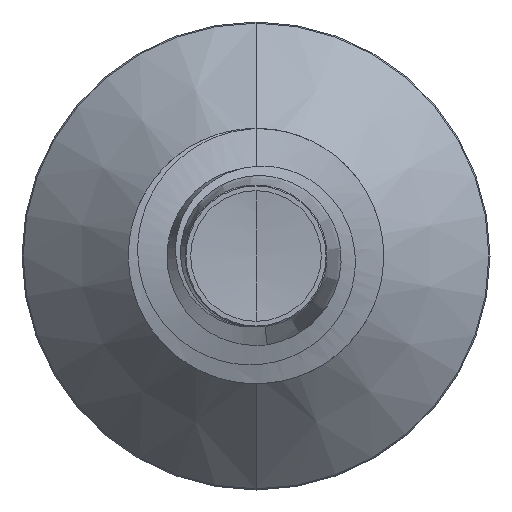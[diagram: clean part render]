
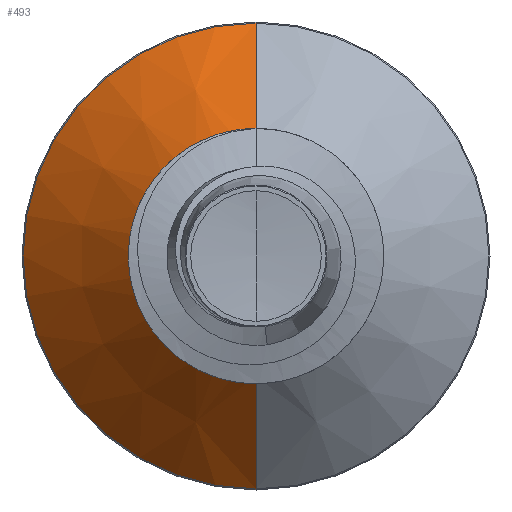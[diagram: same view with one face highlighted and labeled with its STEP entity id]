
A CAD part, front view. The second image highlights one B-rep face of the part: STEP entity #493.
In plain terms, the highlighted conical face has half-angle 45 degrees and reference radius 1.414 mm.
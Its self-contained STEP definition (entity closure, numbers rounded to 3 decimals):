
#447 = CARTESIAN_POINT ( 'NONE',  ( 0., 3.114, -1.414 ) ) ;
#493 = ADVANCED_FACE ( 'NONE', ( #3872 ), #3354, .T. ) ;
#589 = EDGE_CURVE ( 'NONE', #7392, #6247, #6875, .T. ) ;
#745 = EDGE_CURVE ( 'NONE', #3594, #7392, #4555, .T. ) ;
#769 = VECTOR ( 'NONE', #6161, 1000. ) ;
#1524 = VECTOR ( 'NONE', #2557, 1000. ) ;
#1867 = AXIS2_PLACEMENT_3D ( 'NONE', #6475, #6458, #6449 ) ;
#2387 = ORIENTED_EDGE ( 'NONE', *, *, #745, .T. ) ;
#2557 = DIRECTION ( 'NONE',  ( 0., 0.707, -0.707 ) ) ;
#2607 = CARTESIAN_POINT ( 'NONE',  ( 0., 3.114, -1.414 ) ) ;
#3122 = ORIENTED_EDGE ( 'NONE', *, *, #8159, .F. ) ;
#3354 = CONICAL_SURFACE ( 'NONE', #3569, 1.414, 0.785 ) ;
#3569 = AXIS2_PLACEMENT_3D ( 'NONE', #5961, #6498, #6504 ) ;
#3594 = VERTEX_POINT ( 'NONE', #447 ) ;
#3872 = FACE_OUTER_BOUND ( 'NONE', #8284, .T. ) ;
#3921 = ORIENTED_EDGE ( 'NONE', *, *, #589, .T. ) ;
#4555 = CIRCLE ( 'NONE', #8010, 1.414 ) ;
#4804 = CARTESIAN_POINT ( 'NONE',  ( 0., 4.437, 2.737 ) ) ;
#5271 = LINE ( 'NONE', #2607, #1524 ) ;
#5630 = DIRECTION ( 'NONE',  ( 0., 0., 1. ) ) ;
#5887 = DIRECTION ( 'NONE',  ( 0., 1., 0. ) ) ;
#5893 = CARTESIAN_POINT ( 'NONE',  ( 0., 3.114, 0. ) ) ;
#5961 = CARTESIAN_POINT ( 'NONE',  ( 0., 3.114, 0. ) ) ;
#6161 = DIRECTION ( 'NONE',  ( 0., 0.707, 0.707 ) ) ;
#6208 = CARTESIAN_POINT ( 'NONE',  ( 0., 3.114, 1.414 ) ) ;
#6247 = VERTEX_POINT ( 'NONE', #4804 ) ;
#6449 = DIRECTION ( 'NONE',  ( 0., 0., 1. ) ) ;
#6458 = DIRECTION ( 'NONE',  ( 0., 1., 0. ) ) ;
#6475 = CARTESIAN_POINT ( 'NONE',  ( 0., 4.437, 0. ) ) ;
#6498 = DIRECTION ( 'NONE',  ( 0., 1., 0. ) ) ;
#6504 = DIRECTION ( 'NONE',  ( 0., 0., 1. ) ) ;
#6520 = ORIENTED_EDGE ( 'NONE', *, *, #8330, .F. ) ;
#6563 = CARTESIAN_POINT ( 'NONE',  ( 0., 4.437, -2.737 ) ) ;
#6875 = LINE ( 'NONE', #6208, #769 ) ;
#7392 = VERTEX_POINT ( 'NONE', #7679 ) ;
#7679 = CARTESIAN_POINT ( 'NONE',  ( 0., 3.114, 1.414 ) ) ;
#8010 = AXIS2_PLACEMENT_3D ( 'NONE', #5893, #5887, #5630 ) ;
#8023 = VERTEX_POINT ( 'NONE', #6563 ) ;
#8131 = CIRCLE ( 'NONE', #1867, 2.737 ) ;
#8159 = EDGE_CURVE ( 'NONE', #8023, #6247, #8131, .T. ) ;
#8284 = EDGE_LOOP ( 'NONE', ( #6520, #2387, #3921, #3122 ) ) ;
#8330 = EDGE_CURVE ( 'NONE', #3594, #8023, #5271, .T. ) ;
